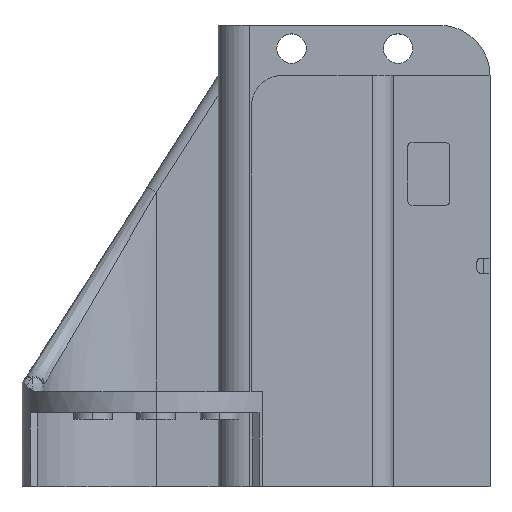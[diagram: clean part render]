
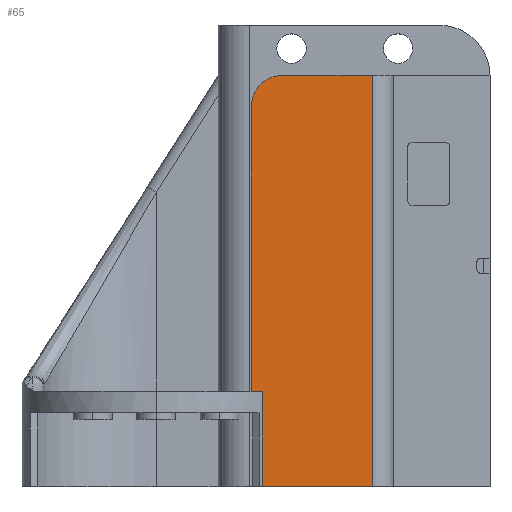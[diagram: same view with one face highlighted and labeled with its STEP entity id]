
A CAD part, top view. The second image highlights one B-rep face of the part: STEP entity #65.
In plain terms, the highlighted planar face has unit normal (0, 0, 1).
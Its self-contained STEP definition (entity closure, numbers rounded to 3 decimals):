
#65 = ADVANCED_FACE ( 'NONE', ( #2013 ), #239, .F. ) ;
#223 = ORIENTED_EDGE ( 'NONE', *, *, #2065, .T. ) ;
#230 = CARTESIAN_POINT ( 'NONE',  ( 22.675, 0., 19.5 ) ) ;
#239 = PLANE ( 'NONE',  #1391 ) ;
#373 = CARTESIAN_POINT ( 'NONE',  ( 25.372, -2., 19.5 ) ) ;
#518 = CARTESIAN_POINT ( 'NONE',  ( 22.675, 0., 19.5 ) ) ;
#606 = CARTESIAN_POINT ( 'NONE',  ( 30.175, 75.434, 19.5 ) ) ;
#792 = DIRECTION ( 'NONE',  ( 0., -1., 0. ) ) ;
#883 = LINE ( 'NONE', #2405, #3794 ) ;
#943 = VERTEX_POINT ( 'NONE', #4030 ) ;
#1057 = ORIENTED_EDGE ( 'NONE', *, *, #2942, .T. ) ;
#1152 = EDGE_CURVE ( 'NONE', #3146, #1445, #883, .T. ) ;
#1221 = CARTESIAN_POINT ( 'NONE',  ( 51.49, -22.566, 19.5 ) ) ;
#1391 = AXIS2_PLACEMENT_3D ( 'NONE', #4717, #4419, #2183 ) ;
#1417 = VECTOR ( 'NONE', #3962, 1000. ) ;
#1435 = VERTEX_POINT ( 'NONE', #2999 ) ;
#1445 = VERTEX_POINT ( 'NONE', #4495 ) ;
#1492 = CIRCLE ( 'NONE', #4069, 7.5 ) ;
#1699 = DIRECTION ( 'NONE',  ( -1., 0., 0. ) ) ;
#1766 = ORIENTED_EDGE ( 'NONE', *, *, #3451, .F. ) ;
#1834 = DIRECTION ( 'NONE',  ( 0., 1., 0. ) ) ;
#1842 = ORIENTED_EDGE ( 'NONE', *, *, #4323, .F. ) ;
#2013 = FACE_OUTER_BOUND ( 'NONE', #4454, .T. ) ;
#2065 = EDGE_CURVE ( 'NONE', #4763, #3416, #2472, .T. ) ;
#2183 = DIRECTION ( 'NONE',  ( -1., 0., 0. ) ) ;
#2256 = LINE ( 'NONE', #3024, #4617 ) ;
#2376 = ORIENTED_EDGE ( 'NONE', *, *, #4426, .F. ) ;
#2405 = CARTESIAN_POINT ( 'NONE',  ( 52.99, -22.566, 19.5 ) ) ;
#2472 = LINE ( 'NONE', #230, #1417 ) ;
#2576 = VECTOR ( 'NONE', #4117, 1000. ) ;
#2884 = VERTEX_POINT ( 'NONE', #606 ) ;
#2942 = EDGE_CURVE ( 'NONE', #943, #4763, #4532, .T. ) ;
#2999 = CARTESIAN_POINT ( 'NONE',  ( 51.49, 75.434, 19.5 ) ) ;
#3024 = CARTESIAN_POINT ( 'NONE',  ( 22.675, 75.434, 19.5 ) ) ;
#3094 = DIRECTION ( 'NONE',  ( -1., 0., 0. ) ) ;
#3146 = VERTEX_POINT ( 'NONE', #1221 ) ;
#3241 = DIRECTION ( 'NONE',  ( 0., 0., 1. ) ) ;
#3276 = VECTOR ( 'NONE', #1834, 1000. ) ;
#3416 = VERTEX_POINT ( 'NONE', #4825 ) ;
#3433 = CARTESIAN_POINT ( 'NONE',  ( 51.49, 8.515, 19.5 ) ) ;
#3451 = EDGE_CURVE ( 'NONE', #1445, #3416, #3743, .T. ) ;
#3563 = CARTESIAN_POINT ( 'NONE',  ( 30.175, 67.934, 19.5 ) ) ;
#3713 = ORIENTED_EDGE ( 'NONE', *, *, #1152, .F. ) ;
#3743 = LINE ( 'NONE', #373, #3276 ) ;
#3794 = VECTOR ( 'NONE', #3094, 1000. ) ;
#3962 = DIRECTION ( 'NONE',  ( 1., 0., 0. ) ) ;
#4030 = CARTESIAN_POINT ( 'NONE',  ( 22.675, 67.934, 19.5 ) ) ;
#4053 = DIRECTION ( 'NONE',  ( 1., 0., 0. ) ) ;
#4069 = AXIS2_PLACEMENT_3D ( 'NONE', #3563, #3241, #1699 ) ;
#4117 = DIRECTION ( 'NONE',  ( 0., -1., 0. ) ) ;
#4170 = EDGE_CURVE ( 'NONE', #2884, #943, #1492, .T. ) ;
#4242 = LINE ( 'NONE', #3433, #4780 ) ;
#4323 = EDGE_CURVE ( 'NONE', #2884, #1435, #2256, .T. ) ;
#4419 = DIRECTION ( 'NONE',  ( 0., 0., -1. ) ) ;
#4426 = EDGE_CURVE ( 'NONE', #1435, #3146, #4242, .T. ) ;
#4454 = EDGE_LOOP ( 'NONE', ( #1842, #4739, #1057, #223, #1766, #3713, #2376 ) ) ;
#4489 = CARTESIAN_POINT ( 'NONE',  ( 22.675, 109.693, 19.5 ) ) ;
#4495 = CARTESIAN_POINT ( 'NONE',  ( 25.372, -22.566, 19.5 ) ) ;
#4532 = LINE ( 'NONE', #4489, #2576 ) ;
#4617 = VECTOR ( 'NONE', #4053, 1000. ) ;
#4717 = CARTESIAN_POINT ( 'NONE',  ( 0., -2., 19.5 ) ) ;
#4739 = ORIENTED_EDGE ( 'NONE', *, *, #4170, .T. ) ;
#4763 = VERTEX_POINT ( 'NONE', #518 ) ;
#4780 = VECTOR ( 'NONE', #792, 1000. ) ;
#4825 = CARTESIAN_POINT ( 'NONE',  ( 25.372, 0., 19.5 ) ) ;
